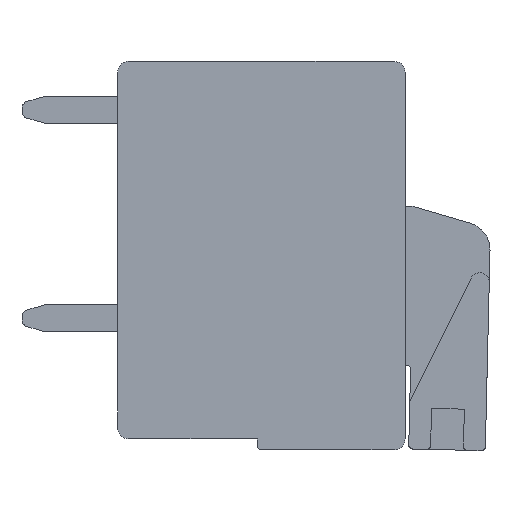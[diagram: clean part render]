
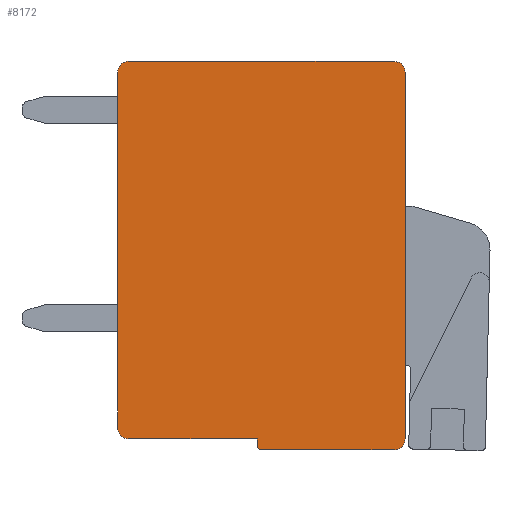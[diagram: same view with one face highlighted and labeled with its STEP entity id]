
A CAD part, front view. The second image highlights one B-rep face of the part: STEP entity #8172.
In plain terms, the highlighted planar face has unit normal (0, -1, 0).
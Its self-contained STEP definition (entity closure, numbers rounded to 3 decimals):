
#1=CARTESIAN_POINT('',(5.25,0.,-14.05));
#2=DIRECTION('',(0.,1.,0.));
#3=DIRECTION('',(0.,0.,-1.));
#4=AXIS2_PLACEMENT_3D('',#1,#2,#3);
#6=DIRECTION('',(0.,0.,1.));
#7=VECTOR('',#6,0.25);
#8=CARTESIAN_POINT('',(5.1,0.,-14.05));
#9=LINE('',#8,#7);
#10=DIRECTION('',(-1.,0.,0.));
#11=VECTOR('',#10,4.7);
#12=CARTESIAN_POINT('',(5.1,0.,-13.8));
#13=LINE('',#12,#11);
#14=CARTESIAN_POINT('',(0.4,0.,-13.4));
#15=DIRECTION('',(0.,1.,0.));
#16=DIRECTION('',(0.,0.,-1.));
#17=AXIS2_PLACEMENT_3D('',#14,#15,#16);
#19=DIRECTION('',(0.,0.,1.));
#20=VECTOR('',#19,13.);
#21=CARTESIAN_POINT('',(0.,0.,-13.4));
#22=LINE('',#21,#20);
#23=CARTESIAN_POINT('',(0.4,0.,-0.4));
#24=DIRECTION('',(0.,1.,0.));
#25=DIRECTION('',(-1.,0.,0.));
#26=AXIS2_PLACEMENT_3D('',#23,#24,#25);
#28=DIRECTION('',(1.,0.,0.));
#29=VECTOR('',#28,9.7);
#30=CARTESIAN_POINT('',(0.4,0.,0.));
#31=LINE('',#30,#29);
#32=CARTESIAN_POINT('',(10.1,0.,-0.4));
#33=DIRECTION('',(0.,1.,0.));
#34=DIRECTION('',(0.,0.,1.));
#35=AXIS2_PLACEMENT_3D('',#32,#33,#34);
#37=DIRECTION('',(0.,0.,-1.));
#38=VECTOR('',#37,13.4);
#39=CARTESIAN_POINT('',(10.5,0.,-0.4));
#40=LINE('',#39,#38);
#41=CARTESIAN_POINT('',(10.1,0.,-13.8));
#42=DIRECTION('',(0.,1.,0.));
#43=DIRECTION('',(1.,0.,0.));
#44=AXIS2_PLACEMENT_3D('',#41,#42,#43);
#46=DIRECTION('',(-1.,0.,0.));
#47=VECTOR('',#46,4.85);
#48=CARTESIAN_POINT('',(10.1,0.,-14.2));
#49=LINE('',#48,#47);
#6211=CARTESIAN_POINT('',(5.25,0.,-14.2));
#6212=CARTESIAN_POINT('',(5.1,0.,-14.05));
#6213=VERTEX_POINT('',#6211);
#6214=VERTEX_POINT('',#6212);
#6215=CARTESIAN_POINT('',(5.1,0.,-13.8));
#6216=VERTEX_POINT('',#6215);
#6217=CARTESIAN_POINT('',(0.4,0.,-13.8));
#6218=VERTEX_POINT('',#6217);
#6219=CARTESIAN_POINT('',(0.,0.,-13.4));
#6220=VERTEX_POINT('',#6219);
#6221=CARTESIAN_POINT('',(0.,0.,-0.4));
#6222=VERTEX_POINT('',#6221);
#6223=CARTESIAN_POINT('',(0.4,0.,0.));
#6224=VERTEX_POINT('',#6223);
#6225=CARTESIAN_POINT('',(10.1,0.,0.));
#6226=VERTEX_POINT('',#6225);
#6227=CARTESIAN_POINT('',(10.5,0.,-0.4));
#6228=VERTEX_POINT('',#6227);
#6229=CARTESIAN_POINT('',(10.5,0.,-13.8));
#6230=VERTEX_POINT('',#6229);
#6231=CARTESIAN_POINT('',(10.1,0.,-14.2));
#6232=VERTEX_POINT('',#6231);
#8143=CARTESIAN_POINT('',(0.,0.,0.));
#8144=DIRECTION('',(0.,1.,0.));
#8145=DIRECTION('',(1.,0.,0.));
#8146=AXIS2_PLACEMENT_3D('',#8143,#8144,#8145);
#8147=PLANE('',#8146);
#8149=ORIENTED_EDGE('',*,*,#8148,.T.);
#8151=ORIENTED_EDGE('',*,*,#8150,.T.);
#8153=ORIENTED_EDGE('',*,*,#8152,.T.);
#8155=ORIENTED_EDGE('',*,*,#8154,.T.);
#8157=ORIENTED_EDGE('',*,*,#8156,.T.);
#8159=ORIENTED_EDGE('',*,*,#8158,.T.);
#8161=ORIENTED_EDGE('',*,*,#8160,.T.);
#8163=ORIENTED_EDGE('',*,*,#8162,.T.);
#8165=ORIENTED_EDGE('',*,*,#8164,.T.);
#8167=ORIENTED_EDGE('',*,*,#8166,.T.);
#8169=ORIENTED_EDGE('',*,*,#8168,.T.);
#8170=EDGE_LOOP('',(#8149,#8151,#8153,#8155,#8157,#8159,#8161,#8163,#8165,#8167,
#8169));
#8171=FACE_OUTER_BOUND('',#8170,.F.);
#5=CIRCLE('',#4,0.15);
#18=CIRCLE('',#17,0.4);
#27=CIRCLE('',#26,0.4);
#36=CIRCLE('',#35,0.4);
#45=CIRCLE('',#44,0.4);
#8148=EDGE_CURVE('',#6213,#6214,#5,.T.);
#8150=EDGE_CURVE('',#6214,#6216,#9,.T.);
#8152=EDGE_CURVE('',#6216,#6218,#13,.T.);
#8154=EDGE_CURVE('',#6218,#6220,#18,.T.);
#8156=EDGE_CURVE('',#6220,#6222,#22,.T.);
#8158=EDGE_CURVE('',#6222,#6224,#27,.T.);
#8160=EDGE_CURVE('',#6224,#6226,#31,.T.);
#8162=EDGE_CURVE('',#6226,#6228,#36,.T.);
#8164=EDGE_CURVE('',#6228,#6230,#40,.T.);
#8166=EDGE_CURVE('',#6230,#6232,#45,.T.);
#8168=EDGE_CURVE('',#6232,#6213,#49,.T.);
#8172=ADVANCED_FACE('',(#8171),#8147,.F.);
